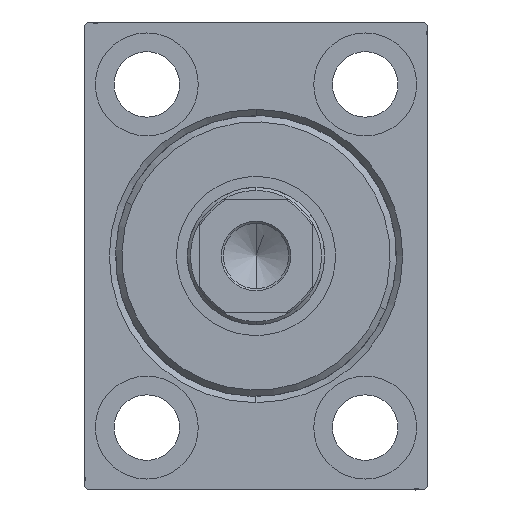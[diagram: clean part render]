
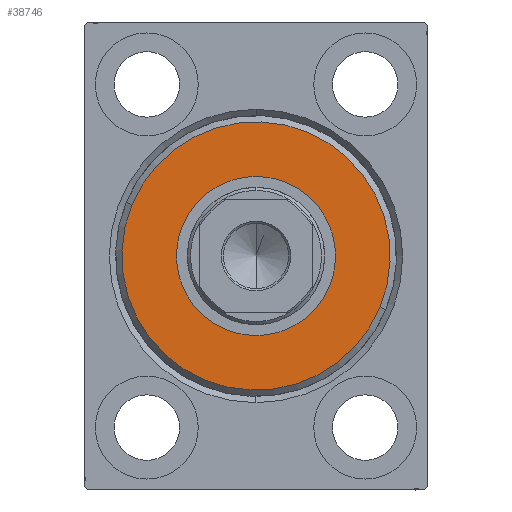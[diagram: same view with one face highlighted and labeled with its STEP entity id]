
A CAD part, left-side view. The second image highlights one B-rep face of the part: STEP entity #38746.
In plain terms, the highlighted face is planar.
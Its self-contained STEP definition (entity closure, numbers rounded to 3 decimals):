
#729 = CARTESIAN_POINT ( 'NONE',  ( 3., 0., 0. ) ) ;
#1242 = DIRECTION ( 'NONE',  ( 0., 0., -1. ) ) ;
#2173 = ORIENTED_EDGE ( 'NONE', *, *, #22856, .T. ) ;
#3656 = DIRECTION ( 'NONE',  ( 0., 0., -1. ) ) ;
#3971 = EDGE_CURVE ( 'NONE', #41304, #18748, #35082, .T. ) ;
#4624 = DIRECTION ( 'NONE',  ( 1., 0., 0. ) ) ;
#4830 = CARTESIAN_POINT ( 'NONE',  ( 3., 0., -21.5 ) ) ;
#5532 = EDGE_CURVE ( 'NONE', #9561, #38490, #14922, .T. ) ;
#9561 = VERTEX_POINT ( 'NONE', #16928 ) ;
#11275 = FACE_BOUND ( 'NONE', #25060, .T. ) ;
#11724 = FACE_OUTER_BOUND ( 'NONE', #14260, .T. ) ;
#13312 = CIRCLE ( 'NONE', #19084, 21.5 ) ;
#14260 = EDGE_LOOP ( 'NONE', ( #41895, #14298 ) ) ;
#14298 = ORIENTED_EDGE ( 'NONE', *, *, #34769, .T. ) ;
#14922 = CIRCLE ( 'NONE', #27187, 12.75 ) ;
#15103 = DIRECTION ( 'NONE',  ( 0., 0., -1. ) ) ;
#15268 = CIRCLE ( 'NONE', #16710, 12.75 ) ;
#16710 = AXIS2_PLACEMENT_3D ( 'NONE', #42725, #26024, #18811 ) ;
#16928 = CARTESIAN_POINT ( 'NONE',  ( 3., 0., 12.75 ) ) ;
#18748 = VERTEX_POINT ( 'NONE', #4830 ) ;
#18811 = DIRECTION ( 'NONE',  ( 0., 0., -1. ) ) ;
#19084 = AXIS2_PLACEMENT_3D ( 'NONE', #41860, #4624, #1242 ) ;
#21666 = PLANE ( 'NONE',  #27845 ) ;
#22117 = DIRECTION ( 'NONE',  ( 1., 0., 0. ) ) ;
#22119 = AXIS2_PLACEMENT_3D ( 'NONE', #22764, #28643, #15103 ) ;
#22764 = CARTESIAN_POINT ( 'NONE',  ( 3., 0., 0. ) ) ;
#22856 = EDGE_CURVE ( 'NONE', #38490, #9561, #15268, .T. ) ;
#23985 = DIRECTION ( 'NONE',  ( -1., 0., 0. ) ) ;
#25060 = EDGE_LOOP ( 'NONE', ( #34375, #2173 ) ) ;
#25274 = CARTESIAN_POINT ( 'NONE',  ( 3., 0., 0. ) ) ;
#26024 = DIRECTION ( 'NONE',  ( -1., 0., 0. ) ) ;
#27187 = AXIS2_PLACEMENT_3D ( 'NONE', #729, #23985, #3656 ) ;
#27845 = AXIS2_PLACEMENT_3D ( 'NONE', #25274, #22117, #35652 ) ;
#28643 = DIRECTION ( 'NONE',  ( 1., 0., 0. ) ) ;
#32491 = CARTESIAN_POINT ( 'NONE',  ( 3., 0., 21.5 ) ) ;
#34358 = CARTESIAN_POINT ( 'NONE',  ( 3., 0., -12.75 ) ) ;
#34375 = ORIENTED_EDGE ( 'NONE', *, *, #5532, .T. ) ;
#34769 = EDGE_CURVE ( 'NONE', #18748, #41304, #13312, .T. ) ;
#35082 = CIRCLE ( 'NONE', #22119, 21.5 ) ;
#35652 = DIRECTION ( 'NONE',  ( 0., 0., -1. ) ) ;
#38490 = VERTEX_POINT ( 'NONE', #34358 ) ;
#38746 = ADVANCED_FACE ( 'NONE', ( #11724, #11275 ), #21666, .T. ) ;
#41304 = VERTEX_POINT ( 'NONE', #32491 ) ;
#41860 = CARTESIAN_POINT ( 'NONE',  ( 3., 0., 0. ) ) ;
#41895 = ORIENTED_EDGE ( 'NONE', *, *, #3971, .T. ) ;
#42725 = CARTESIAN_POINT ( 'NONE',  ( 3., 0., 0. ) ) ;
